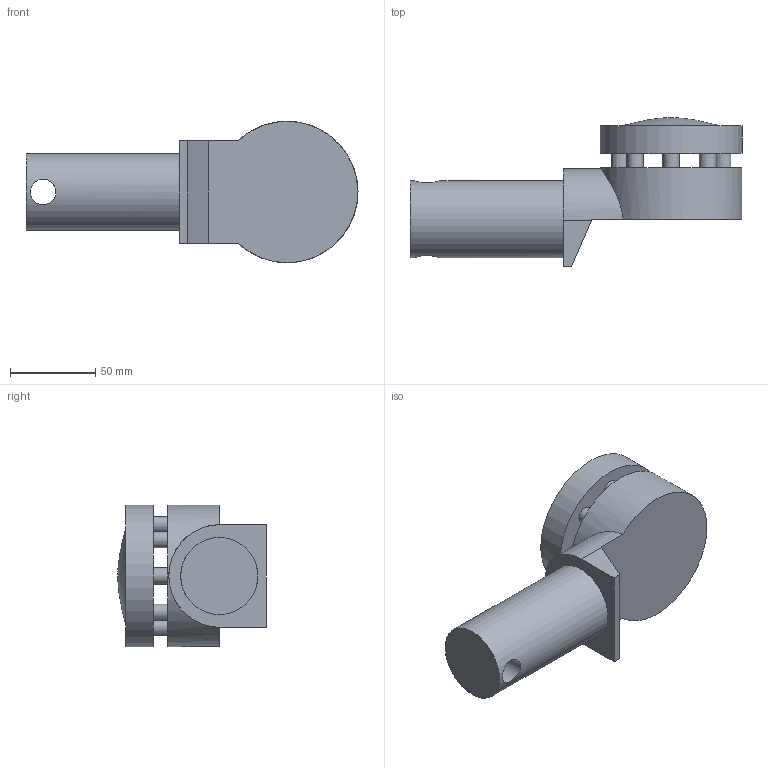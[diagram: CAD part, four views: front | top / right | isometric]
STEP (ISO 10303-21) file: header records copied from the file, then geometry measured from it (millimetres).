
FILE_DESCRIPTION(/* description */ (''),/* implementation_level */ '2;1');
FILE_NAME(/* name */ 'Component2(Mirror).step',/* time_stamp */ '2023-12-15T19:40:40+05:30',/* author */ (''),/* organization */ (''),/* preprocessor_version */ 'ST-DEVELOPER v20',/* originating_system */ 'Autodesk Translation Framework v12.14.0.127',/* authorisation */ '');
FILE_SCHEMA (('AUTOMOTIVE_DESIGN { 1 0 10303 214 3 1 1 }'));
Length unit declared in the file: millimetre
Products named in the file (1): Component2(Mirror)
Bounding box: 194.42 x 87.23 x 83.02 mm (x, y, z)
Volume: 448180.2 mm3; surface area: 56404.8 mm2
Topology: 1 solids, 1 shells, 24 faces, 57 edges, 38 vertices
Faces by surface type: cylinder 13, plane 10, bspline 1
Full cylindrical faces by diameter (mm): 9.625 x8, 15.039 x1, 45.118 x1, 82.785 x1, 83.018 x1
Entity records: 887 total; most frequent: CARTESIAN_POINT 247, DIRECTION 129, ORIENTED_EDGE 112, EDGE_CURVE 56, AXIS2_PLACEMENT_3D 52, EDGE_LOOP 44, VERTEX_POINT 38, CIRCLE 28
